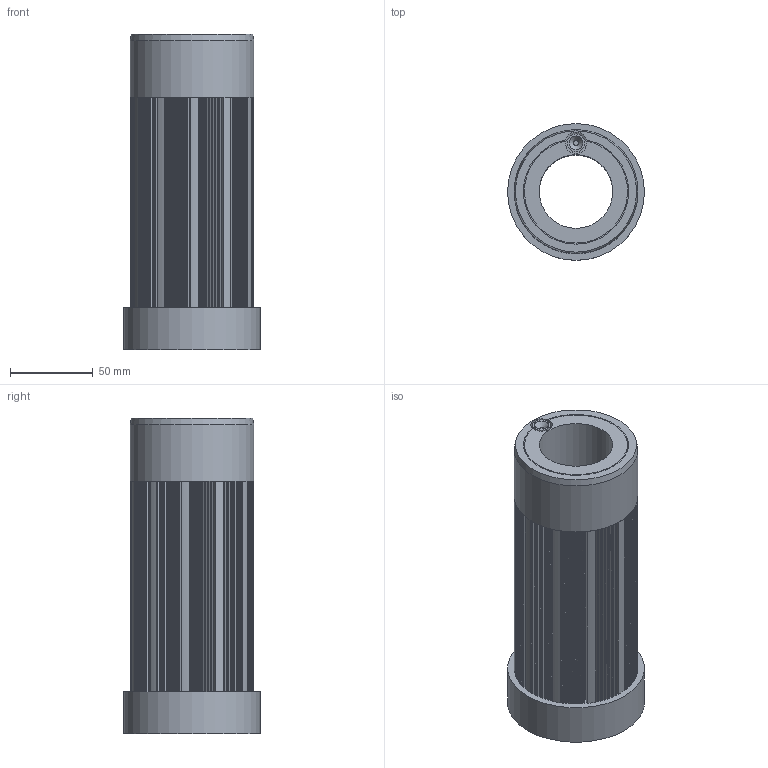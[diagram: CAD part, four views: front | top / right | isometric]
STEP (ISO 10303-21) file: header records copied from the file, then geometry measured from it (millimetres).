
FILE_DESCRIPTION(/* description */ (''),/* implementation_level */ '2;1');
FILE_NAME(/* name */ '27609-115D COR LOK B2 PTV P END CORE STOP CUSTOMER DWG .stp',/* time_stamp */ '2017-06-08T10:48:26-04:00',/* author */ ('mtrusz'),/* organization */ ('CONVERTER ACCESSORY CORPORATION WIND GAP, PA 18091'),/* preprocessor_version */ 'ST-DEVELOPER v16.5',/* originating_system */ 'Autodesk Inventor 2017',/* authorisation */ '');
FILE_SCHEMA (('AUTOMOTIVE_DESIGN { 1 0 10303 214 3 1 1 }'));
Length unit declared in the file: inch
Products named in the file (6): 27609-115D COR LOK B2 PTV P END CORE STOP CUSTOMER DWG ; 27609-116B COR LOK B2 BODY CUSTOMER DWG.; 33455-17B CUSTOMER DWG; 27609-45 CUSTOMER DWG; 27609-28D CUSTOMER DWG; 27609-06D CUSTOMER DWG
Assembly tree (15 placements, depth 2):
  27609-115D COR LOK B2 PTV P END CORE STOP CUSTOMER DWG 
    27609-116B COR LOK B2 BODY CUSTOMER DWG.
    33455-17B CUSTOMER DWG
    27609-45 CUSTOMER DWG
    27609-28D CUSTOMER DWG  x11
    27609-06D CUSTOMER DWG
Bounding box: 82.55 x 82.55 x 190.5 mm (x, y, z)
Volume: 567807.4 mm3; surface area: 190363.2 mm2
Topology: 15 solids, 15 shells, 451 faces, 1263 edges, 842 vertices
Faces by surface type: plane 405, cylinder 43, cone 3
Full cylindrical faces by diameter (mm): 3.048 x1, 10.77 x1, 44.45 x1, 62.23 x2, 63.5 x1, 74.549 x1, 82.55 x1
Entity records: 2014 total; most frequent: CARTESIAN_POINT 336, DIRECTION 331, ORIENTED_EDGE 278, EDGE_CURVE 139, AXIS2_PLACEMENT_3D 111, LINE 109, VECTOR 109, VERTEX_POINT 98
